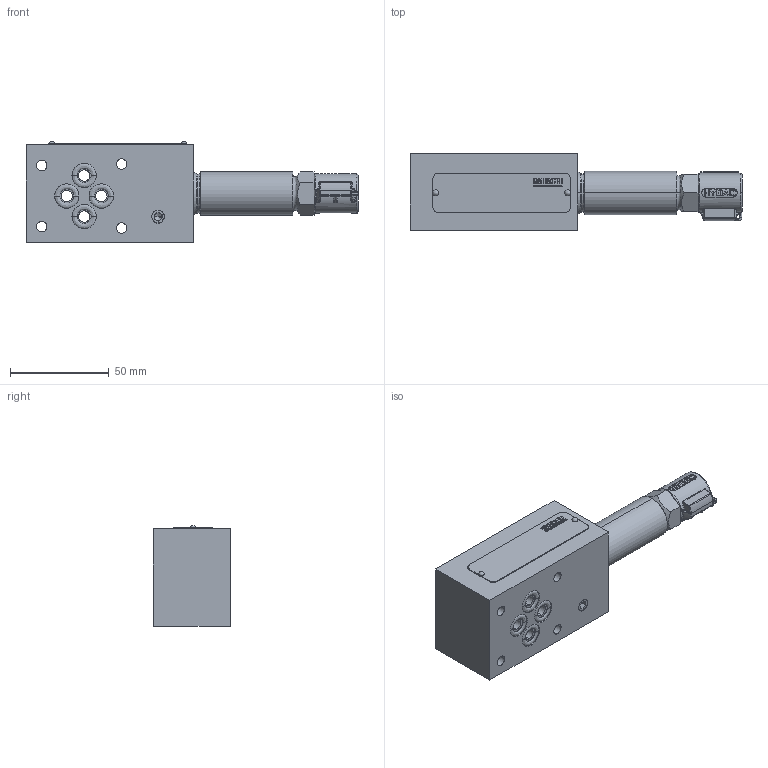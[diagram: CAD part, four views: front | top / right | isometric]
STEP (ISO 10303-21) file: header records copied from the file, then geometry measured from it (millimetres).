
FILE_DESCRIPTION (( 'STEP AP203' ), '1' );
FILE_NAME ('DB...-6I-P-...-F.STEP', '2022-01-11T15:07:17', ( '' ), ( '' ), 'SwSTEP 2.0', 'SolidWorks 2020', '' );
FILE_SCHEMA (( 'CONFIG_CONTROL_DESIGN' ));
Length unit declared in the file: millimetre
Products named in the file (1): DB...-6I-P-...-F
Bounding box: 168.42 x 39.08 x 51.1 mm (x, y, z)
Volume: 184609.5 mm3; surface area: 33068.5 mm2
Topology: 1 solids, 2 shells, 757 faces, 1942 edges, 1230 vertices
Faces by surface type: plane 418, cylinder 150, bspline 133, cone 29, torus 19, sphere 8
Entity records: 27082 total; most frequent: CARTESIAN_POINT 10066, ORIENTED_EDGE 3842, DIRECTION 2995, EDGE_CURVE 1921, VERTEX_POINT 1225, AXIS2_PLACEMENT_3D 1000, LINE 995, VECTOR 995
